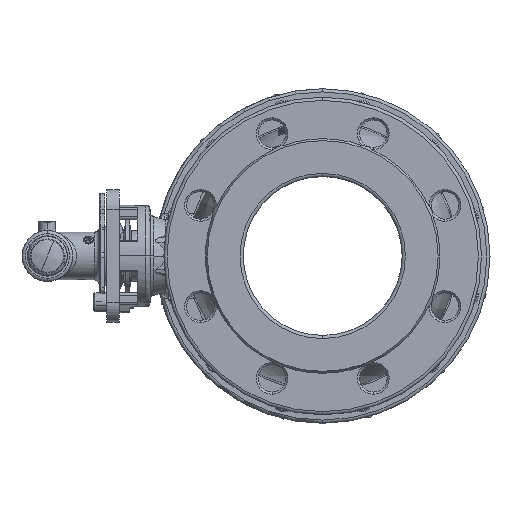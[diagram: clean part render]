
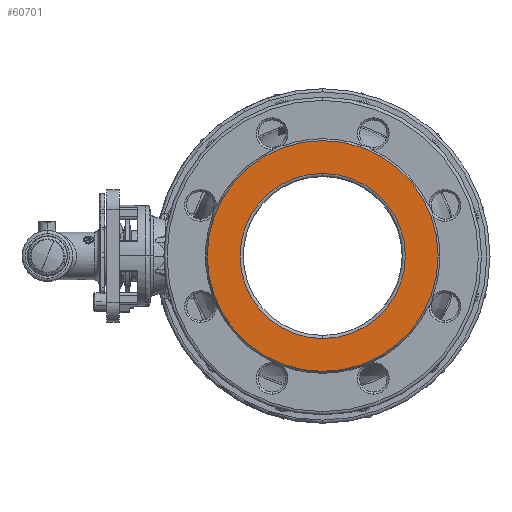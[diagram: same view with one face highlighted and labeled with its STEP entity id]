
A CAD part, left-side view. The second image highlights one B-rep face of the part: STEP entity #60701.
In plain terms, the highlighted planar face has unit normal (-1, 0, 0).
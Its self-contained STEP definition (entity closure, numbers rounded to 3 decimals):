
#2205 = CARTESIAN_POINT ( 'NONE',  ( -176., 0., 0. ) ) ;
#5415 = DIRECTION ( 'NONE',  ( -1., 0., 0. ) ) ;
#6309 = AXIS2_PLACEMENT_3D ( 'NONE', #40447, #5415, #46304 ) ;
#7109 = DIRECTION ( 'NONE',  ( -1., 0., 0. ) ) ;
#8182 = DIRECTION ( 'NONE',  ( 0., 0., 1. ) ) ;
#12818 = AXIS2_PLACEMENT_3D ( 'NONE', #60435, #25523, #66312 ) ;
#14302 = FACE_BOUND ( 'NONE', #39792, .T. ) ;
#16088 = ORIENTED_EDGE ( 'NONE', *, *, #62203, .F. ) ;
#16576 = ORIENTED_EDGE ( 'NONE', *, *, #26246, .T. ) ;
#17110 = CARTESIAN_POINT ( 'NONE',  ( -176., -78., 0. ) ) ;
#20056 = AXIS2_PLACEMENT_3D ( 'NONE', #17110, #22999, #63754 ) ;
#21700 = CIRCLE ( 'NONE', #6309, 109. ) ;
#22999 = DIRECTION ( 'NONE',  ( -1., 0., 0. ) ) ;
#25523 = DIRECTION ( 'NONE',  ( -1., 0., 0. ) ) ;
#26246 = EDGE_CURVE ( 'NONE', #61784, #56100, #21700, .T. ) ;
#28839 = AXIS2_PLACEMENT_3D ( 'NONE', #42111, #7109, #47960 ) ;
#29272 = CIRCLE ( 'NONE', #28839, 109. ) ;
#29566 = VERTEX_POINT ( 'NONE', #30668 ) ;
#29716 = CIRCLE ( 'NONE', #12818, 78. ) ;
#30668 = CARTESIAN_POINT ( 'NONE',  ( -176., 0., -78. ) ) ;
#32559 = CARTESIAN_POINT ( 'NONE',  ( -176., 0., 78. ) ) ;
#33292 = CARTESIAN_POINT ( 'NONE',  ( -176., 0., -109. ) ) ;
#36606 = ORIENTED_EDGE ( 'NONE', *, *, #58956, .T. ) ;
#39792 = EDGE_LOOP ( 'NONE', ( #48075, #16088 ) ) ;
#40447 = CARTESIAN_POINT ( 'NONE',  ( -176., 0., 0. ) ) ;
#42111 = CARTESIAN_POINT ( 'NONE',  ( -176., 0., 0. ) ) ;
#43168 = DIRECTION ( 'NONE',  ( -1., 0., 0. ) ) ;
#45839 = CIRCLE ( 'NONE', #52176, 78. ) ;
#46304 = DIRECTION ( 'NONE',  ( 0., 0., 1. ) ) ;
#47960 = DIRECTION ( 'NONE',  ( 0., 0., 1. ) ) ;
#48075 = ORIENTED_EDGE ( 'NONE', *, *, #74423, .F. ) ;
#51836 = PLANE ( 'NONE',  #20056 ) ;
#52176 = AXIS2_PLACEMENT_3D ( 'NONE', #2205, #43168, #8182 ) ;
#55269 = EDGE_LOOP ( 'NONE', ( #16576, #36606 ) ) ;
#56100 = VERTEX_POINT ( 'NONE', #74701 ) ;
#58956 = EDGE_CURVE ( 'NONE', #56100, #61784, #29272, .T. ) ;
#60435 = CARTESIAN_POINT ( 'NONE',  ( -176., 0., 0. ) ) ;
#60701 = ADVANCED_FACE ( 'NONE', ( #14302, #74546 ), #51836, .T. ) ;
#61784 = VERTEX_POINT ( 'NONE', #33292 ) ;
#62203 = EDGE_CURVE ( 'NONE', #29566, #66313, #29716, .T. ) ;
#63754 = DIRECTION ( 'NONE',  ( 0., 0., 1. ) ) ;
#66312 = DIRECTION ( 'NONE',  ( 0., 0., 1. ) ) ;
#66313 = VERTEX_POINT ( 'NONE', #32559 ) ;
#74423 = EDGE_CURVE ( 'NONE', #66313, #29566, #45839, .T. ) ;
#74546 = FACE_OUTER_BOUND ( 'NONE', #55269, .T. ) ;
#74701 = CARTESIAN_POINT ( 'NONE',  ( -176., 0., 109. ) ) ;
